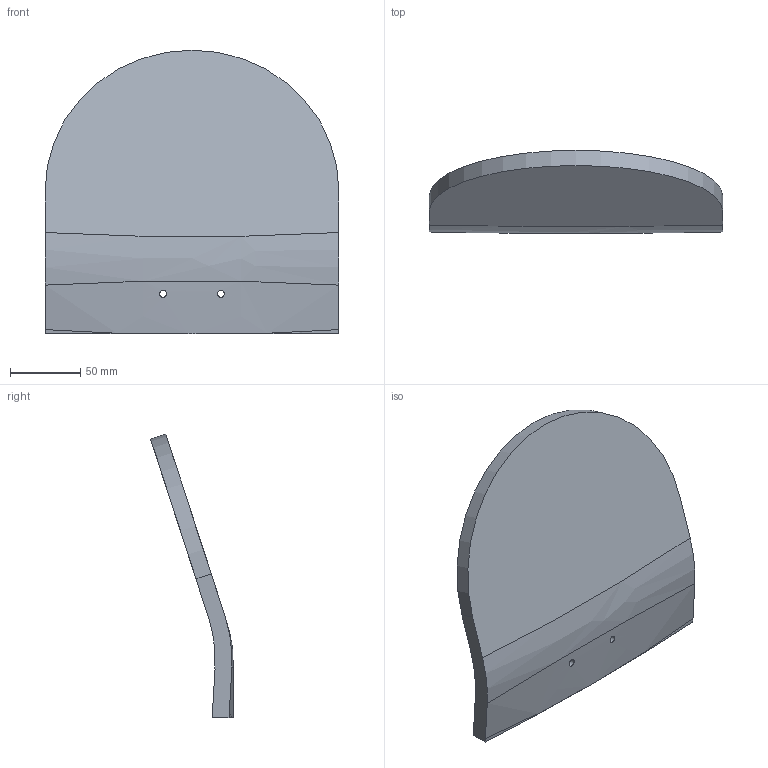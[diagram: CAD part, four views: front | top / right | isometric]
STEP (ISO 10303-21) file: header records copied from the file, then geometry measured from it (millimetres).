
FILE_DESCRIPTION(/* description */ (''),/* implementation_level */ '2;1');
FILE_NAME(/* name */ 'tail.stp',/* time_stamp */ '2023-10-14T17:54:54-07:00',/* author */ ('devan'),/* organization */ (''),/* preprocessor_version */ 'ST-DEVELOPER v19.2',/* originating_system */ 'Autodesk Inventor 2024',/* authorisation */ '');
FILE_SCHEMA (('AUTOMOTIVE_DESIGN { 1 0 10303 214 3 1 1 }'));
Length unit declared in the file: inch
Products named in the file (1): 32
Bounding box: 209.55 x 59.09 x 202.44 mm (x, y, z)
Volume: 444027 mm3; surface area: 90814.7 mm2
Topology: 1 solids, 1 shells, 28 faces, 69 edges, 44 vertices
Faces by surface type: bspline 10, plane 10, cylinder 8
Full cylindrical faces by diameter (mm): 4.5 x2, 5 x2, 6.5 x3
Entity records: 1974 total; most frequent: CARTESIAN_POINT 1336, ORIENTED_EDGE 130, DIRECTION 87, EDGE_CURVE 65, VERTEX_POINT 44, EDGE_LOOP 37, AXIS2_PLACEMENT_3D 33, B_SPLINE_CURVE_WITH_KNOTS 30
